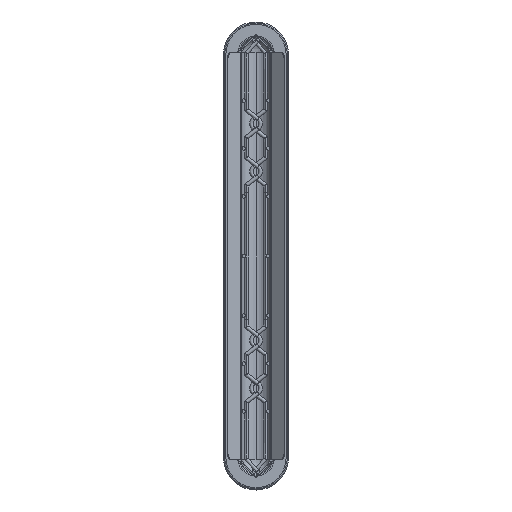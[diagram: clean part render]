
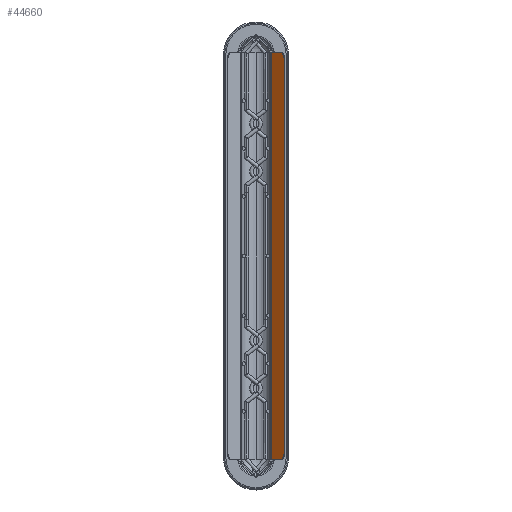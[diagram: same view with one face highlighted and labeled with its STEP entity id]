
A CAD part, left-side view. The second image highlights one B-rep face of the part: STEP entity #44660.
In plain terms, the highlighted planar face has unit normal (-0.766, 0.643, 0).
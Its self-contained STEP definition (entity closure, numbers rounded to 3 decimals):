
#327 = VERTEX_POINT ( 'NONE', #34957 ) ;
#598 = VECTOR ( 'NONE', #47646, 1000. ) ;
#647 = ORIENTED_EDGE ( 'NONE', *, *, #11392, .F. ) ;
#830 = EDGE_CURVE ( 'NONE', #3165, #8332, #27268, .T. ) ;
#1194 = ORIENTED_EDGE ( 'NONE', *, *, #18902, .T. ) ;
#1950 = DIRECTION ( 'NONE',  ( 0.643, 0.766, 0. ) ) ;
#2189 = CIRCLE ( 'NONE', #19622, 5. ) ;
#2552 = EDGE_CURVE ( 'NONE', #4958, #2762, #2189, .T. ) ;
#2762 = VERTEX_POINT ( 'NONE', #26675 ) ;
#3165 = VERTEX_POINT ( 'NONE', #36903 ) ;
#4958 = VERTEX_POINT ( 'NONE', #35751 ) ;
#5146 = CIRCLE ( 'NONE', #36784, 5. ) ;
#8332 = VERTEX_POINT ( 'NONE', #45473 ) ;
#8481 = LINE ( 'NONE', #31279, #43031 ) ;
#11368 = DIRECTION ( 'NONE',  ( -0.643, -0.766, 0. ) ) ;
#11392 = EDGE_CURVE ( 'NONE', #4958, #15967, #8481, .T. ) ;
#13115 = DIRECTION ( 'NONE',  ( -0.766, 0.643, 0. ) ) ;
#15967 = VERTEX_POINT ( 'NONE', #19801 ) ;
#16224 = CARTESIAN_POINT ( 'NONE',  ( -2022.642, -23.491, 171. ) ) ;
#16941 = CARTESIAN_POINT ( 'NONE',  ( -2022.642, -23.491, -171. ) ) ;
#17299 = VECTOR ( 'NONE', #11368, 1000. ) ;
#17538 = CARTESIAN_POINT ( 'NONE',  ( -2019.428, -19.66, 166. ) ) ;
#18902 = EDGE_CURVE ( 'NONE', #8332, #327, #43437, .T. ) ;
#19622 = AXIS2_PLACEMENT_3D ( 'NONE', #17538, #35848, #32644 ) ;
#19801 = CARTESIAN_POINT ( 'NONE',  ( -2022.642, -23.491, -166. ) ) ;
#20324 = CARTESIAN_POINT ( 'NONE',  ( -2019.428, -19.66, -166. ) ) ;
#23679 = AXIS2_PLACEMENT_3D ( 'NONE', #16224, #31601, #38520 ) ;
#23701 = FACE_OUTER_BOUND ( 'NONE', #27804, .T. ) ;
#26675 = CARTESIAN_POINT ( 'NONE',  ( -2019.428, -19.66, 171. ) ) ;
#27268 = LINE ( 'NONE', #34216, #44237 ) ;
#27804 = EDGE_LOOP ( 'NONE', ( #647, #45777, #43690, #35750, #1194, #47752 ) ) ;
#29441 = EDGE_CURVE ( 'NONE', #3165, #2762, #45328, .T. ) ;
#31279 = CARTESIAN_POINT ( 'NONE',  ( -2022.642, -23.491, 171. ) ) ;
#31601 = DIRECTION ( 'NONE',  ( 0.766, -0.643, 0. ) ) ;
#31832 = PLANE ( 'NONE',  #23679 ) ;
#32644 = DIRECTION ( 'NONE',  ( 0.643, 0.766, 0. ) ) ;
#34216 = CARTESIAN_POINT ( 'NONE',  ( -2013.599, -12.714, 171. ) ) ;
#34455 = DIRECTION ( 'NONE',  ( 0., 0., -1. ) ) ;
#34957 = CARTESIAN_POINT ( 'NONE',  ( -2019.428, -19.66, -171. ) ) ;
#35750 = ORIENTED_EDGE ( 'NONE', *, *, #830, .T. ) ;
#35751 = CARTESIAN_POINT ( 'NONE',  ( -2022.642, -23.491, 166. ) ) ;
#35848 = DIRECTION ( 'NONE',  ( -0.766, 0.643, 0. ) ) ;
#36784 = AXIS2_PLACEMENT_3D ( 'NONE', #20324, #13115, #1950 ) ;
#36903 = CARTESIAN_POINT ( 'NONE',  ( -2013.599, -12.714, 171. ) ) ;
#38520 = DIRECTION ( 'NONE',  ( 0.643, 0.766, 0. ) ) ;
#38904 = EDGE_CURVE ( 'NONE', #327, #15967, #5146, .T. ) ;
#41591 = CARTESIAN_POINT ( 'NONE',  ( -2022.642, -23.491, 171. ) ) ;
#42892 = DIRECTION ( 'NONE',  ( 0., 0., -1. ) ) ;
#43031 = VECTOR ( 'NONE', #42892, 1000. ) ;
#43437 = LINE ( 'NONE', #16941, #598 ) ;
#43690 = ORIENTED_EDGE ( 'NONE', *, *, #29441, .F. ) ;
#44237 = VECTOR ( 'NONE', #34455, 1000. ) ;
#44660 = ADVANCED_FACE ( 'NONE', ( #23701 ), #31832, .F. ) ;
#45328 = LINE ( 'NONE', #41591, #17299 ) ;
#45473 = CARTESIAN_POINT ( 'NONE',  ( -2013.599, -12.714, -171. ) ) ;
#45777 = ORIENTED_EDGE ( 'NONE', *, *, #2552, .T. ) ;
#47646 = DIRECTION ( 'NONE',  ( -0.643, -0.766, 0. ) ) ;
#47752 = ORIENTED_EDGE ( 'NONE', *, *, #38904, .T. ) ;
